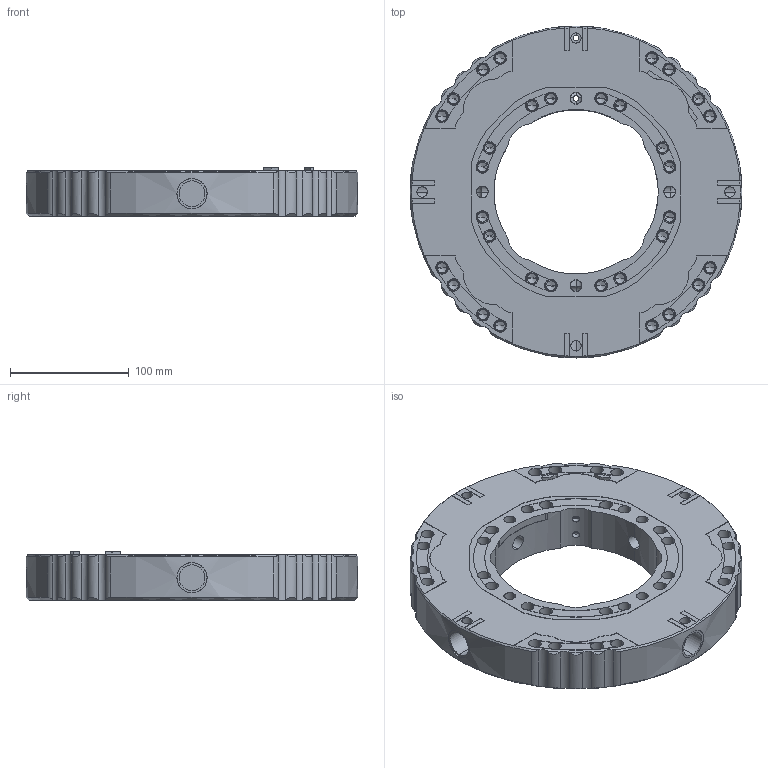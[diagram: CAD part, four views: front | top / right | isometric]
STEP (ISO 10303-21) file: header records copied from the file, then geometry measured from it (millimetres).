
FILE_DESCRIPTION (( 'STEP AP203' ), '1' );
FILE_NAME ('100-363-697.step', '2017-11-07T13:36:00', ( 'vollmer' ), ( '' ), 'SwSTEP 2.0', 'SolidWorks 2016', '' );
FILE_SCHEMA (( 'CONFIG_CONTROL_DESIGN' ));
Length unit declared in the file: inch
Products named in the file (1): 100-363-697
Bounding box: 279.4 x 279.4 x 40.64 mm (x, y, z)
Volume: 1565767.4 mm3; surface area: 199789.4 mm2
Topology: 1 solids, 5 shells, 807 faces, 2060 edges, 1296 vertices
Faces by surface type: cylinder 471, plane 209, cone 119, torus 8
Entity records: 26807 total; most frequent: CARTESIAN_POINT 6930, DIRECTION 4470, ORIENTED_EDGE 3960, EDGE_CURVE 1980, AXIS2_PLACEMENT_3D 1856, VERTEX_POINT 1296, CIRCLE 1048, EDGE_LOOP 942
